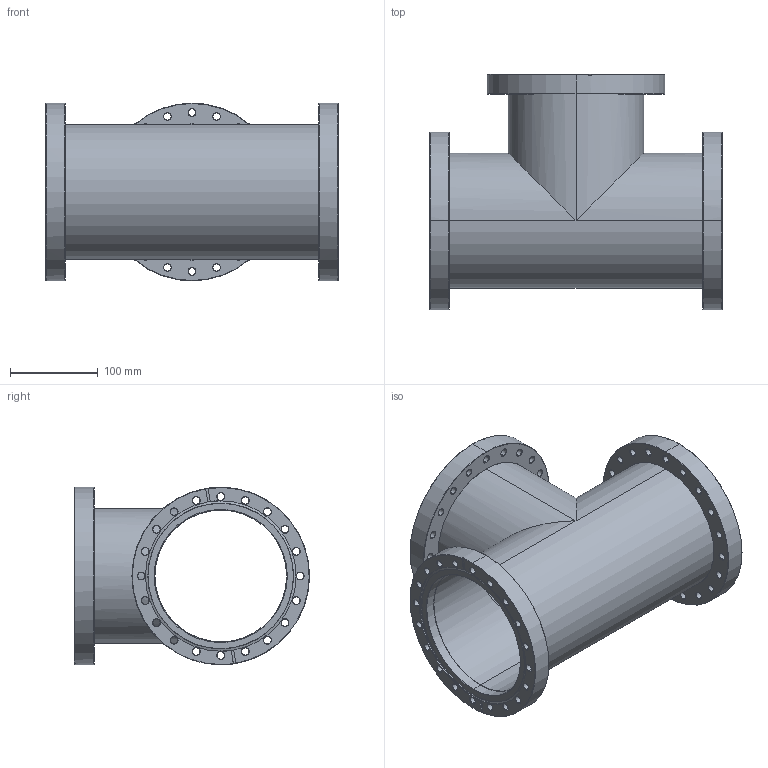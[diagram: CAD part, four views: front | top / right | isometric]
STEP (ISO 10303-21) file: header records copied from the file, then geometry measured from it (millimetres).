
FILE_DESCRIPTION (( 'STEP AP214' ), '1' );
FILE_NAME ('Hositrad_FT150-150.STEP', '2017-05-22T12:41:01', ( 'Gebruiker' ), ( '' ), 'SwSTEP 2.0', 'SolidWorks 2017', '' );
FILE_SCHEMA (( 'AUTOMOTIVE_DESIGN' ));
Length unit declared in the file: millimetre
Products named in the file (4): NW150CF-Weld_-154_CF150-154; Equal-T-All_150-150; MirrorNW150CF-Weld_-154_CF150-154; Hositrad_FT150-150
Assembly tree (4 placements, depth 2):
  Hositrad_FT150-150
    Equal-T-All_150-150
    NW150CF-Weld_-154_CF150-154  x2
    MirrorNW150CF-Weld_-154_CF150-154
Bounding box: 333.4 x 267.9 x 202.4 mm (x, y, z)
Volume: 1186457.9 mm3; surface area: 540359.1 mm2
Topology: 4 solids, 4 shells, 469 faces, 1096 edges, 637 vertices
Faces by surface type: cone 279, cylinder 154, plane 36
Entity records: 9346 total; most frequent: DIRECTION 1782, CARTESIAN_POINT 1530, ORIENTED_EDGE 1480, EDGE_CURVE 740, AXIS2_PLACEMENT_3D 730, VERTEX_POINT 430, EDGE_LOOP 406, CIRCLE 406
